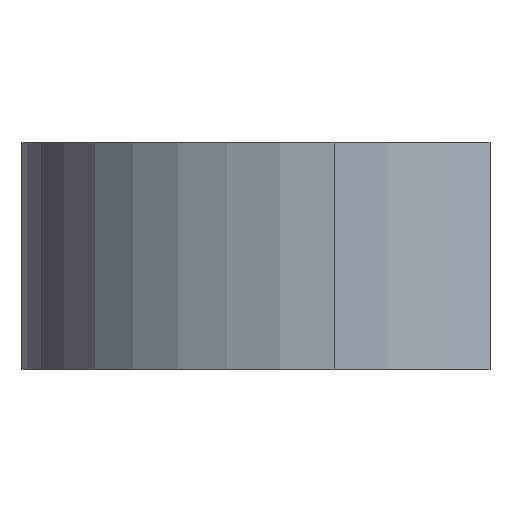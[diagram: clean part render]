
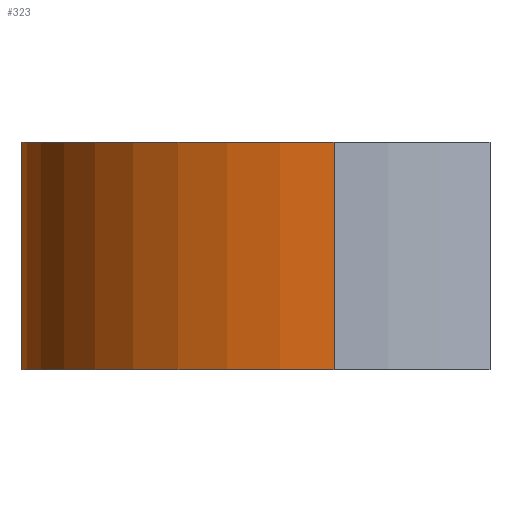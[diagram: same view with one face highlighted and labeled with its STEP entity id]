
A CAD part, left-side view. The second image highlights one B-rep face of the part: STEP entity #323.
In plain terms, the highlighted cylindrical face has radius 13.7 mm (diameter 27.4 mm), a partial arc.
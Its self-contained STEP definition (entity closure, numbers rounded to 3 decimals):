
#28 = DIRECTION ( 'NONE',  ( 0., 0., -1. ) ) ;
#29 = LINE ( 'NONE', #270, #102 ) ;
#38 = ORIENTED_EDGE ( 'NONE', *, *, #80, .T. ) ;
#45 = ORIENTED_EDGE ( 'NONE', *, *, #363, .F. ) ;
#61 = CYLINDRICAL_SURFACE ( 'NONE', #164, 13.7 ) ;
#63 = DIRECTION ( 'NONE',  ( 0., 0., 1. ) ) ;
#71 = VECTOR ( 'NONE', #236, 1000. ) ;
#75 = VERTEX_POINT ( 'NONE', #254 ) ;
#76 = DIRECTION ( 'NONE',  ( 0., 0., -1. ) ) ;
#80 = EDGE_CURVE ( 'NONE', #251, #75, #133, .T. ) ;
#85 = LINE ( 'NONE', #116, #71 ) ;
#94 = EDGE_CURVE ( 'NONE', #306, #75, #85, .T. ) ;
#102 = VECTOR ( 'NONE', #76, 1000. ) ;
#111 = AXIS2_PLACEMENT_3D ( 'NONE', #322, #63, #298 ) ;
#112 = CARTESIAN_POINT ( 'NONE',  ( 13.7, 0., 0. ) ) ;
#116 = CARTESIAN_POINT ( 'NONE',  ( -13.7, 0., 10. ) ) ;
#117 = CARTESIAN_POINT ( 'NONE',  ( 0., 0., 0. ) ) ;
#123 = CARTESIAN_POINT ( 'NONE',  ( -13.7, 0., 10. ) ) ;
#126 = EDGE_LOOP ( 'NONE', ( #45, #334, #38, #248 ) ) ;
#133 = CIRCLE ( 'NONE', #158, 13.7 ) ;
#150 = CARTESIAN_POINT ( 'NONE',  ( 0., 0., 10. ) ) ;
#152 = DIRECTION ( 'NONE',  ( -1., 0., 0. ) ) ;
#158 = AXIS2_PLACEMENT_3D ( 'NONE', #117, #312, #285 ) ;
#164 = AXIS2_PLACEMENT_3D ( 'NONE', #150, #28, #152 ) ;
#175 = CARTESIAN_POINT ( 'NONE',  ( 13.7, 0., 10. ) ) ;
#195 = VERTEX_POINT ( 'NONE', #175 ) ;
#213 = FACE_OUTER_BOUND ( 'NONE', #126, .T. ) ;
#216 = CIRCLE ( 'NONE', #111, 13.7 ) ;
#236 = DIRECTION ( 'NONE',  ( 0., 0., -1. ) ) ;
#248 = ORIENTED_EDGE ( 'NONE', *, *, #94, .F. ) ;
#251 = VERTEX_POINT ( 'NONE', #112 ) ;
#254 = CARTESIAN_POINT ( 'NONE',  ( -13.7, 0., 0. ) ) ;
#270 = CARTESIAN_POINT ( 'NONE',  ( 13.7, 0., 10. ) ) ;
#285 = DIRECTION ( 'NONE',  ( 1., 0., 0. ) ) ;
#298 = DIRECTION ( 'NONE',  ( 1., 0., 0. ) ) ;
#306 = VERTEX_POINT ( 'NONE', #123 ) ;
#312 = DIRECTION ( 'NONE',  ( 0., 0., 1. ) ) ;
#322 = CARTESIAN_POINT ( 'NONE',  ( 0., 0., 10. ) ) ;
#323 = ADVANCED_FACE ( 'NONE', ( #213 ), #61, .T. ) ;
#334 = ORIENTED_EDGE ( 'NONE', *, *, #364, .T. ) ;
#363 = EDGE_CURVE ( 'NONE', #195, #306, #216, .T. ) ;
#364 = EDGE_CURVE ( 'NONE', #195, #251, #29, .T. ) ;
